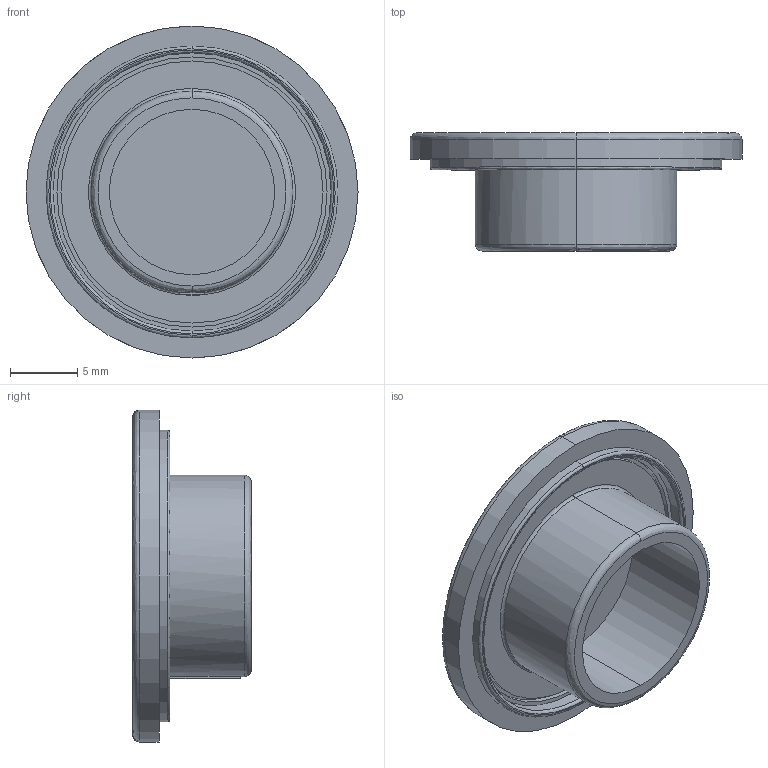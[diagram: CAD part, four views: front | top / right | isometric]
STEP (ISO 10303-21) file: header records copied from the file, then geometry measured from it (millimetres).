
FILE_DESCRIPTION (( 'STEP AP214' ), '1' );
FILE_NAME ('08_524_0.STEP', '2016-08-03T11:45:33', ( '' ), ( '' ), 'SwSTEP 2.0', 'SolidWorks 2016', '' );
FILE_SCHEMA (( 'AUTOMOTIVE_DESIGN' ));
Length unit declared in the file: millimetre
Products named in the file (1): 08_524_0
Bounding box: 24.7 x 8.8 x 24.7 mm (x, y, z)
Volume: 1286.2 mm3; surface area: 1847 mm2
Topology: 1 solids, 1 shells, 37 faces, 77 edges, 48 vertices
Faces by surface type: cylinder 16, plane 11, bspline 10
Entity records: 1683 total; most frequent: CARTESIAN_POINT 885, DIRECTION 165, ORIENTED_EDGE 154, EDGE_CURVE 77, AXIS2_PLACEMENT_3D 72, VERTEX_POINT 48, CIRCLE 44, EDGE_LOOP 43
